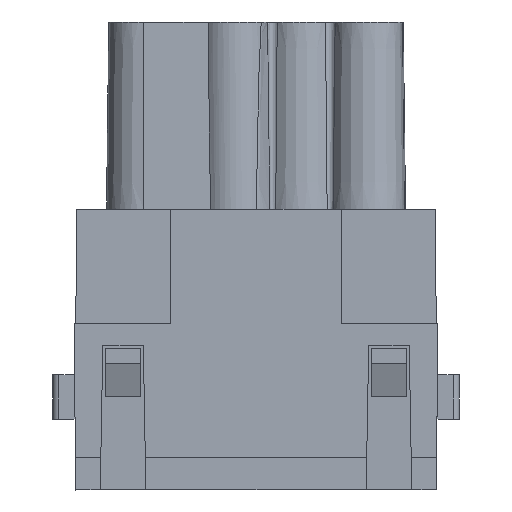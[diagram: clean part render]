
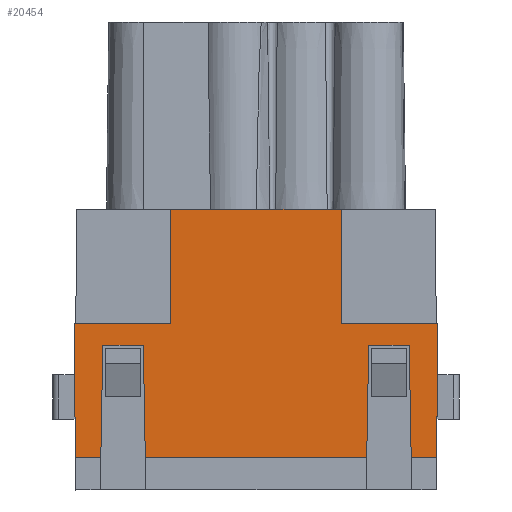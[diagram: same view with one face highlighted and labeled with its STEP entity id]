
A CAD part, left-side view. The second image highlights one B-rep face of the part: STEP entity #20454.
In plain terms, the highlighted face is planar.
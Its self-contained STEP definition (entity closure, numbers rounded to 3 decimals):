
#391=PLANE('',#21663);
#1961=VECTOR('',#49724,1.);
#1962=VECTOR('',#49725,1.);
#1963=VECTOR('',#49726,1.);
#1964=VECTOR('',#49727,1.);
#1965=VECTOR('',#49728,1.);
#1966=VECTOR('',#49729,1.);
#1967=VECTOR('',#49730,1.);
#1968=VECTOR('',#49731,1.);
#1969=VECTOR('',#49732,1.);
#1970=VECTOR('',#49733,1.);
#1971=VECTOR('',#49734,1.);
#1972=VECTOR('',#49735,1.);
#1973=VECTOR('',#49736,1.);
#1974=VECTOR('',#49737,1.);
#1975=VECTOR('',#49738,1.);
#1976=VECTOR('',#49739,1.);
#4486=LINE('',#29479,#1961);
#4487=LINE('',#29482,#1962);
#4488=LINE('',#29484,#1963);
#4489=LINE('',#29486,#1964);
#4490=LINE('',#29488,#1965);
#4491=LINE('',#29490,#1966);
#4492=LINE('',#29492,#1967);
#4493=LINE('',#29494,#1968);
#4494=LINE('',#29496,#1969);
#4495=LINE('',#29498,#1970);
#4496=LINE('',#29500,#1971);
#4497=LINE('',#29502,#1972);
#4498=LINE('',#29504,#1973);
#4499=LINE('',#29506,#1974);
#4500=LINE('',#29508,#1975);
#4501=LINE('',#29510,#1976);
#7353=VERTEX_POINT('',#29480);
#7354=VERTEX_POINT('',#29481);
#7355=VERTEX_POINT('',#29483);
#7356=VERTEX_POINT('',#29485);
#7357=VERTEX_POINT('',#29487);
#7358=VERTEX_POINT('',#29489);
#7359=VERTEX_POINT('',#29491);
#7360=VERTEX_POINT('',#29493);
#7361=VERTEX_POINT('',#29495);
#7362=VERTEX_POINT('',#29497);
#7363=VERTEX_POINT('',#29499);
#7364=VERTEX_POINT('',#29501);
#7365=VERTEX_POINT('',#29503);
#7366=VERTEX_POINT('',#29505);
#7367=VERTEX_POINT('',#29507);
#7368=VERTEX_POINT('',#29509);
#9770=EDGE_CURVE('',#7353,#7354,#4486,.F.);
#9771=EDGE_CURVE('',#7353,#7355,#4487,.F.);
#9772=EDGE_CURVE('',#7355,#7356,#4488,.F.);
#9773=EDGE_CURVE('',#7356,#7357,#4489,.F.);
#9774=EDGE_CURVE('',#7358,#7357,#4490,.F.);
#9775=EDGE_CURVE('',#7359,#7358,#4491,.F.);
#9776=EDGE_CURVE('',#7359,#7360,#4492,.F.);
#9777=EDGE_CURVE('',#7361,#7360,#4493,.F.);
#9778=EDGE_CURVE('',#7362,#7361,#4494,.F.);
#9779=EDGE_CURVE('',#7362,#7363,#4495,.F.);
#9780=EDGE_CURVE('',#7363,#7364,#4496,.F.);
#9781=EDGE_CURVE('',#7364,#7365,#4497,.F.);
#9782=EDGE_CURVE('',#7366,#7365,#4498,.F.);
#9783=EDGE_CURVE('',#7366,#7367,#4499,.T.);
#9784=EDGE_CURVE('',#7367,#7368,#4500,.T.);
#9785=EDGE_CURVE('',#7368,#7354,#4501,.T.);
#13665=ORIENTED_EDGE('',*,*,#9770,.F.);
#13666=ORIENTED_EDGE('',*,*,#9771,.T.);
#13667=ORIENTED_EDGE('',*,*,#9772,.T.);
#13668=ORIENTED_EDGE('',*,*,#9773,.T.);
#13669=ORIENTED_EDGE('',*,*,#9774,.F.);
#13670=ORIENTED_EDGE('',*,*,#9775,.F.);
#13671=ORIENTED_EDGE('',*,*,#9776,.T.);
#13672=ORIENTED_EDGE('',*,*,#9777,.F.);
#13673=ORIENTED_EDGE('',*,*,#9778,.F.);
#13674=ORIENTED_EDGE('',*,*,#9779,.T.);
#13675=ORIENTED_EDGE('',*,*,#9780,.T.);
#13676=ORIENTED_EDGE('',*,*,#9781,.T.);
#13677=ORIENTED_EDGE('',*,*,#9782,.F.);
#13678=ORIENTED_EDGE('',*,*,#9783,.T.);
#13679=ORIENTED_EDGE('',*,*,#9784,.T.);
#13680=ORIENTED_EDGE('',*,*,#9785,.T.);
#18207=EDGE_LOOP('',(#13665,#13666,#13667,#13668,#13669,#13670,#13671,#13672,
#13673,#13674,#13675,#13676,#13677,#13678,#13679,#13680));
#19343=FACE_BOUND('',#18207,.T.);
#20454=ADVANCED_FACE('',(#19343),#391,.T.);
#21663=AXIS2_PLACEMENT_3D('',#29478,#49723,$);
#29478=CARTESIAN_POINT('',(-51.948,-21.396,2.));
#29479=CARTESIAN_POINT('',(-14.646,-16.646,2.));
#29480=CARTESIAN_POINT('',(-14.646,-36.644,2.));
#29481=CARTESIAN_POINT('',(-14.646,-28.525,2.));
#29482=CARTESIAN_POINT('',(-27.604,-36.757,2.));
#29483=CARTESIAN_POINT('',(-3.396,-36.546,2.));
#29484=CARTESIAN_POINT('',(-3.396,-18.171,2.));
#29485=CARTESIAN_POINT('',(-3.396,-34.411,2.));
#29486=CARTESIAN_POINT('',(-32.503,-33.903,2.));
#29487=CARTESIAN_POINT('',(-12.846,-34.246,2.));
#29488=CARTESIAN_POINT('',(-12.846,-19.171,2.));
#29489=CARTESIAN_POINT('',(-12.846,-30.846,2.));
#29490=CARTESIAN_POINT('',(-32.309,-31.186,2.));
#29491=CARTESIAN_POINT('',(-3.396,-30.681,2.));
#29492=CARTESIAN_POINT('',(-3.396,-18.171,2.));
#29493=CARTESIAN_POINT('',(-3.396,-12.111,2.));
#29494=CARTESIAN_POINT('',(-32.309,-11.606,2.));
#29495=CARTESIAN_POINT('',(-12.846,-11.946,2.));
#29496=CARTESIAN_POINT('',(-12.846,-19.171,2.));
#29497=CARTESIAN_POINT('',(-12.846,-8.546,2.));
#29498=CARTESIAN_POINT('',(-32.503,-8.889,2.));
#29499=CARTESIAN_POINT('',(-3.396,-8.381,2.));
#29500=CARTESIAN_POINT('',(-3.396,-18.171,2.));
#29501=CARTESIAN_POINT('',(-3.396,-6.246,2.));
#29502=CARTESIAN_POINT('',(-27.604,-6.035,2.));
#29503=CARTESIAN_POINT('',(-14.646,-6.148,2.));
#29504=CARTESIAN_POINT('',(-14.646,-16.646,2.));
#29505=CARTESIAN_POINT('',(-14.646,-14.267,2.));
#29506=CARTESIAN_POINT('',(-37.497,-14.267,2.));
#29507=CARTESIAN_POINT('',(-24.246,-14.267,2.));
#29508=CARTESIAN_POINT('',(-24.246,-15.355,2.));
#29509=CARTESIAN_POINT('',(-24.246,-28.525,2.));
#29510=CARTESIAN_POINT('',(-37.497,-28.525,2.));
#49723=DIRECTION('',(0.,0.,1.));
#49724=DIRECTION('',(0.,-1.,0.));
#49725=DIRECTION('',(-1.,-0.009,0.));
#49726=DIRECTION('',(0.,-1.,0.));
#49727=DIRECTION('',(1.,-0.017,0.));
#49728=DIRECTION('',(0.,1.,0.));
#49729=DIRECTION('',(1.,0.017,0.));
#49730=DIRECTION('',(0.,-1.,0.));
#49731=DIRECTION('',(-1.,0.017,0.));
#49732=DIRECTION('',(0.,1.,0.));
#49733=DIRECTION('',(-1.,-0.017,0.));
#49734=DIRECTION('',(0.,-1.,0.));
#49735=DIRECTION('',(1.,-0.009,0.));
#49736=DIRECTION('',(0.,-1.,0.));
#49737=DIRECTION('',(-1.,0.,0.));
#49738=DIRECTION('',(0.,-1.,0.));
#49739=DIRECTION('',(1.,0.,0.));
